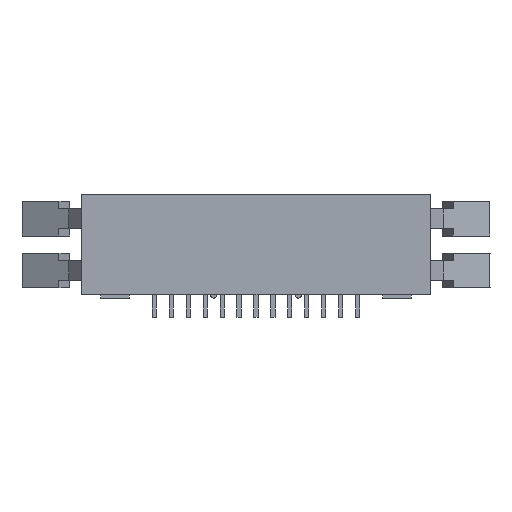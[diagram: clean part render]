
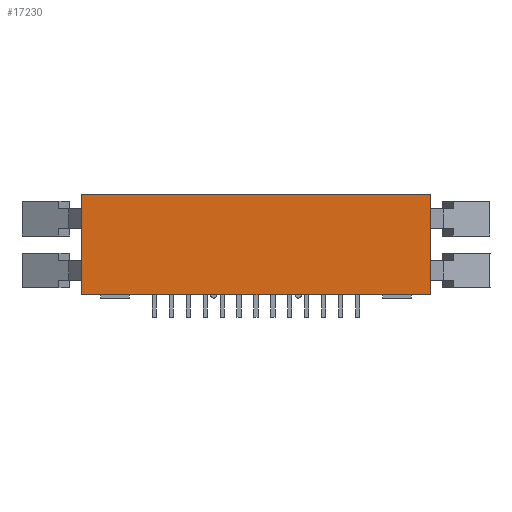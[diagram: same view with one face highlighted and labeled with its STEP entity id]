
A CAD part, front view. The second image highlights one B-rep face of the part: STEP entity #17230.
In plain terms, the highlighted planar face has unit normal (0, -1, 0).
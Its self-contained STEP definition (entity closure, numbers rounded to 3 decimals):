
#1108=FACE_OUTER_BOUND($,#2138,.T.);
#2138=EDGE_LOOP($,(#13412,#13413,#13414,#13415));
#3847=LINE($,#26352,#6023);
#3849=LINE($,#26358,#6025);
#3854=LINE($,#26366,#6030);
#3855=LINE($,#26368,#6031);
#6023=VECTOR($,#21560,52.324);
#6025=VECTOR($,#21564,52.324);
#6030=VECTOR($,#21573,14.986);
#6031=VECTOR($,#21576,14.986);
#7781=VERTEX_POINT($,#26346);
#7783=VERTEX_POINT($,#26350);
#7784=VERTEX_POINT($,#26354);
#7786=VERTEX_POINT($,#26357);
#9775=EDGE_CURVE($,#7781,#7783,#3847,.T.);
#9777=EDGE_CURVE($,#7786,#7784,#3849,.T.);
#9782=EDGE_CURVE($,#7783,#7786,#3854,.T.);
#9783=EDGE_CURVE($,#7781,#7784,#3855,.T.);
#13412=ORIENTED_EDGE($,*,*,#9783,.F.);
#13413=ORIENTED_EDGE($,*,*,#9775,.T.);
#13414=ORIENTED_EDGE($,*,*,#9782,.T.);
#13415=ORIENTED_EDGE($,*,*,#9777,.T.);
#16296=PLANE($,#18483);
#17230=ADVANCED_FACE($,(#1108),#16296,.T.);
#18483=AXIS2_PLACEMENT_3D($,#26367,#21574,#21575);
#21560=DIRECTION($,(-1.,0.,0.));
#21564=DIRECTION($,(1.,0.,0.));
#21573=DIRECTION($,(0.,0.,-1.));
#21574=DIRECTION('center_axis',(0.,-1.,0.));
#21575=DIRECTION('ref_axis',(0.,0.,-1.));
#21576=DIRECTION($,(0.,0.,-1.));
#26346=CARTESIAN_POINT('',(26.162,-5.309,15.494));
#26350=CARTESIAN_POINT('',(-26.162,-5.309,15.494));
#26352=CARTESIAN_POINT($,(0.,-5.309,15.494));
#26354=CARTESIAN_POINT('',(26.162,-5.309,0.508));
#26357=CARTESIAN_POINT('',(-26.162,-5.309,0.508));
#26358=CARTESIAN_POINT($,(0.,-5.309,0.508));
#26366=CARTESIAN_POINT($,(-26.162,-5.309,8.001));
#26367=CARTESIAN_POINT('Origin',(0.,-5.309,
8.001));
#26368=CARTESIAN_POINT($,(26.162,-5.309,8.001));
